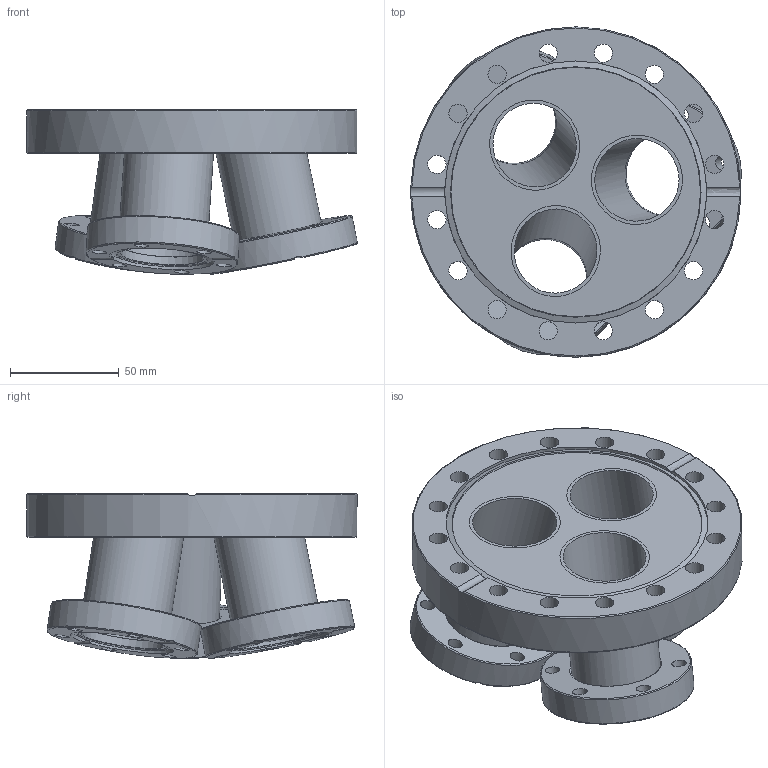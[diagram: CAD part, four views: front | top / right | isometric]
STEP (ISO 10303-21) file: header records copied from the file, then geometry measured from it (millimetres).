
FILE_DESCRIPTION((''),'2;1');
FILE_NAME('CF3P-304.stp','2009-04-30T16:00:11',('hasers'),(''),'Autodesk Inventor 2008','Autodesk Inventor 2008','');
FILE_SCHEMA(('AUTOMOTIVE_DESIGN { 1 0 10303 214 1 1 1 1 }'));
Length unit declared in the file: millimetre
Products named in the file (6): CF3P-304; CF-07 [Keywords [Summary]=1.4301][Company [Summary]=Vacom][Title [Summary]=F100]_1; Rohre [Subject [Summary]=normal][Keywords [Summary]=1.4301][Title [Summary]=41x1,5 (0,5m)]_4; CF-07 [Keywords [Summary]=1.4301][Company [Summary]=Vacom][Title [Summary]=F35B41]; Rohre [Subject [Summary]=normal][Keywords [Summary]=1.4301][Title [Summary]=41x1,5 (0,5m)]_5; Rohre [Subject [Summary]=normal][Keywords [Summary]=1.4301][Title [Summary]=41x1,5 (0,5m)]_6
Assembly tree (7 placements, depth 2):
  CF3P-304
    CF-07 [Keywords [Summary]=1.4301][Company [Summary]=Vacom][Title [Summary]=F100]_1
    Rohre [Subject [Summary]=normal][Keywords [Summary]=1.4301][Title [Summary]=41x1,5 (0,5m)]_4
    CF-07 [Keywords [Summary]=1.4301][Company [Summary]=Vacom][Title [Summary]=F35B41]  x3
    Rohre [Subject [Summary]=normal][Keywords [Summary]=1.4301][Title [Summary]=41x1,5 (0,5m)]_5
    Rohre [Subject [Summary]=normal][Keywords [Summary]=1.4301][Title [Summary]=41x1,5 (0,5m)]_6
Bounding box: 152.24 x 152 x 75.65 mm (x, y, z)
Volume: 380580.4 mm3; surface area: 134951.7 mm2
Topology: 7 solids, 7 shells, 113 faces, 313 edges, 217 vertices
Faces by surface type: bspline 38, cylinder 27, plane 25, torus 15, cone 8
Full cylindrical faces by diameter (mm): 38 x6, 41 x6, 41.5 x3, 48.3 x3, 70 x3, 120.6 x1, 152 x1
Entity records: 2551 total; most frequent: CARTESIAN_POINT 930, DIRECTION 298, ORIENTED_EDGE 226, EDGE_LOOP 170, AXIS2_PLACEMENT_3D 145, EDGE_CURVE 113, FACE_BOUND 103, VERTEX_POINT 101
